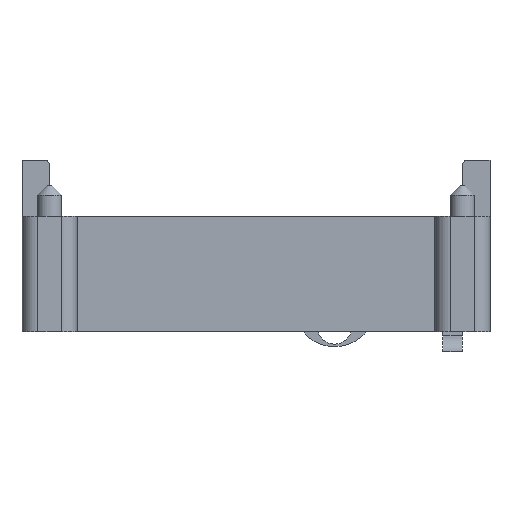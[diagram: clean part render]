
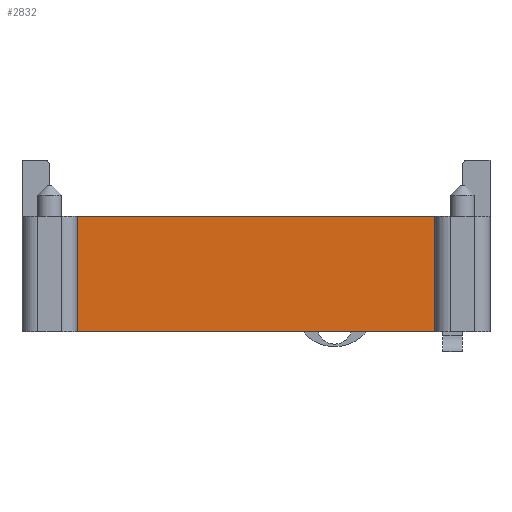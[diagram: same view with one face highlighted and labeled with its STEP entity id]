
A CAD part, left-side view. The second image highlights one B-rep face of the part: STEP entity #2832.
In plain terms, the highlighted planar face has unit normal (-1, 0, 0).
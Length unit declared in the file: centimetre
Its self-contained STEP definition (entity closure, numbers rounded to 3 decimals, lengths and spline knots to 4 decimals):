
#137=PLANE('',#3102);
#307=VECTOR('',#3535,1.);
#317=VECTOR('',#3566,1.);
#334=VECTOR('',#3609,1.);
#367=VECTOR('',#3741,1.);
#554=LINE('',#4509,#307);
#564=LINE('',#4543,#317);
#581=LINE('',#4591,#334);
#614=LINE('',#4732,#367);
#835=VERTEX_POINT('',#4508);
#836=VERTEX_POINT('',#4510);
#848=VERTEX_POINT('',#4542);
#865=VERTEX_POINT('',#4592);
#1303=EDGE_CURVE('',#836,#835,#554,.T.);
#1321=EDGE_CURVE('',#835,#848,#564,.T.);
#1348=EDGE_CURVE('',#865,#836,#581,.T.);
#1409=EDGE_CURVE('',#848,#865,#614,.T.);
#2249=ORIENTED_EDGE('',*,*,#1348,.T.);
#2250=ORIENTED_EDGE('',*,*,#1303,.T.);
#2251=ORIENTED_EDGE('',*,*,#1321,.T.);
#2252=ORIENTED_EDGE('',*,*,#1409,.T.);
#2463=EDGE_LOOP('',(#2249,#2250,#2251,#2252));
#2671=FACE_BOUND('',#2463,.T.);
#2832=ADVANCED_FACE('',(#2671),#137,.T.);
#3102=AXIS2_PLACEMENT_3D('',#4789,#3812,$);
#3535=DIRECTION('',(0.,-1.,0.));
#3566=DIRECTION('',(0.,0.,1.));
#3609=DIRECTION('',(0.,0.,-1.));
#3741=DIRECTION('',(0.,1.,0.));
#3812=DIRECTION('',(-1.,0.,0.));
#4508=CARTESIAN_POINT('',(-6.2865,0.127,0.));
#4509=CARTESIAN_POINT('',(-6.2865,6.3373,0.));
#4510=CARTESIAN_POINT('',(-6.2865,5.8928,0.));
#4542=CARTESIAN_POINT('',(-6.2865,0.127,1.8588));
#4543=CARTESIAN_POINT('',(-6.2865,0.127,0.));
#4591=CARTESIAN_POINT('',(-6.2865,5.8928,0.));
#4592=CARTESIAN_POINT('',(-6.2865,5.8928,1.8588));
#4732=CARTESIAN_POINT('',(-6.2865,6.3373,1.8588));
#4789=CARTESIAN_POINT('',(-6.2865,3.0099,0.));
